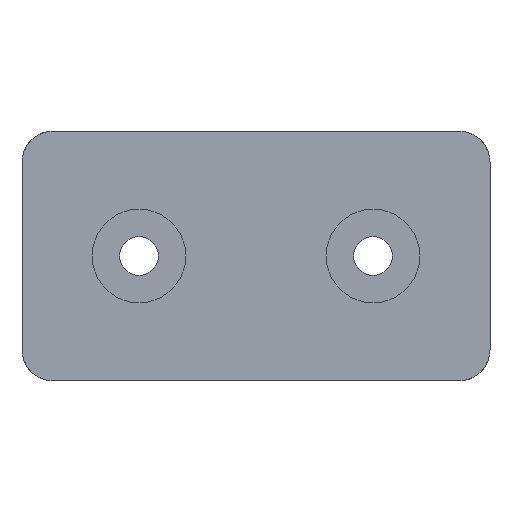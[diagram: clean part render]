
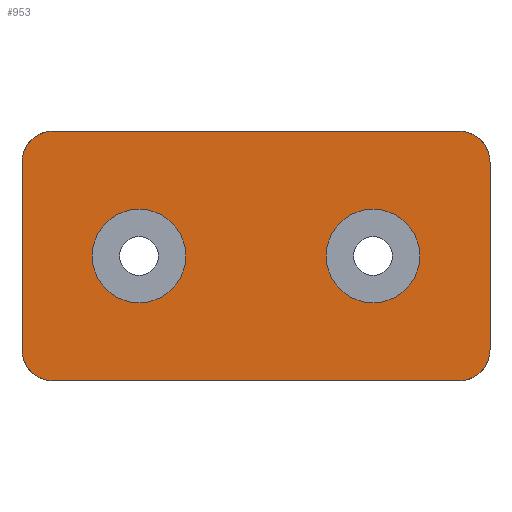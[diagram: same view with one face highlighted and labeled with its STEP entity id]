
A CAD part, front view. The second image highlights one B-rep face of the part: STEP entity #953.
In plain terms, the highlighted planar face has unit normal (0, -1, 0).
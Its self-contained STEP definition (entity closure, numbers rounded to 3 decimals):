
#15=FACE_BOUND('',#101,.T.);
#16=FACE_BOUND('',#102,.T.);
#21=PLANE('',#1032);
#50=FACE_OUTER_BOUND('',#100,.T.);
#100=EDGE_LOOP('',(#656,#657,#658,#659,#660,#661,#662,#663));
#101=EDGE_LOOP('',(#664,#665));
#102=EDGE_LOOP('',(#666,#667));
#164=LINE('',#1480,#246);
#169=LINE('',#1522,#251);
#170=LINE('',#1525,#252);
#171=LINE('',#1526,#253);
#246=VECTOR('',#1145,10.);
#251=VECTOR('',#1166,10.);
#252=VECTOR('',#1169,10.);
#253=VECTOR('',#1170,10.);
#324=CIRCLE('',#1019,2.);
#327=CIRCLE('',#1026,2.);
#330=CIRCLE('',#1030,2.);
#332=CIRCLE('',#1033,2.);
#333=CIRCLE('',#1034,3.);
#334=CIRCLE('',#1035,3.);
#335=CIRCLE('',#1036,3.);
#336=CIRCLE('',#1037,3.);
#380=VERTEX_POINT('',#1421);
#381=VERTEX_POINT('',#1423);
#387=VERTEX_POINT('',#1479);
#388=VERTEX_POINT('',#1483);
#392=VERTEX_POINT('',#1492);
#393=VERTEX_POINT('',#1494);
#396=VERTEX_POINT('',#1521);
#397=VERTEX_POINT('',#1523);
#398=VERTEX_POINT('',#1527);
#399=VERTEX_POINT('',#1528);
#400=VERTEX_POINT('',#1531);
#401=VERTEX_POINT('',#1532);
#480=EDGE_CURVE('',#380,#381,#324,.T.);
#489=EDGE_CURVE('',#387,#381,#164,.T.);
#491=EDGE_CURVE('',#387,#388,#327,.T.);
#496=EDGE_CURVE('',#392,#393,#330,.T.);
#500=EDGE_CURVE('',#380,#396,#169,.T.);
#501=EDGE_CURVE('',#397,#396,#332,.T.);
#502=EDGE_CURVE('',#397,#393,#170,.T.);
#503=EDGE_CURVE('',#392,#388,#171,.T.);
#504=EDGE_CURVE('',#398,#399,#333,.T.);
#505=EDGE_CURVE('',#399,#398,#334,.T.);
#506=EDGE_CURVE('',#400,#401,#335,.T.);
#507=EDGE_CURVE('',#401,#400,#336,.T.);
#656=ORIENTED_EDGE('',*,*,#480,.F.);
#657=ORIENTED_EDGE('',*,*,#500,.T.);
#658=ORIENTED_EDGE('',*,*,#501,.F.);
#659=ORIENTED_EDGE('',*,*,#502,.T.);
#660=ORIENTED_EDGE('',*,*,#496,.F.);
#661=ORIENTED_EDGE('',*,*,#503,.T.);
#662=ORIENTED_EDGE('',*,*,#491,.F.);
#663=ORIENTED_EDGE('',*,*,#489,.T.);
#664=ORIENTED_EDGE('',*,*,#504,.T.);
#665=ORIENTED_EDGE('',*,*,#505,.T.);
#666=ORIENTED_EDGE('',*,*,#506,.T.);
#667=ORIENTED_EDGE('',*,*,#507,.T.);
#953=ADVANCED_FACE('',(#50,#15,#16),#21,.F.);
#1019=AXIS2_PLACEMENT_3D('',#1424,#1129,#1130);
#1026=AXIS2_PLACEMENT_3D('',#1484,#1149,#1150);
#1030=AXIS2_PLACEMENT_3D('',#1495,#1159,#1160);
#1032=AXIS2_PLACEMENT_3D('',#1520,#1164,#1165);
#1033=AXIS2_PLACEMENT_3D('',#1524,#1167,#1168);
#1034=AXIS2_PLACEMENT_3D('',#1529,#1171,#1172);
#1035=AXIS2_PLACEMENT_3D('',#1530,#1173,#1174);
#1036=AXIS2_PLACEMENT_3D('',#1533,#1175,#1176);
#1037=AXIS2_PLACEMENT_3D('',#1534,#1177,#1178);
#1129=DIRECTION('center_axis',(0.,1.,0.));
#1130=DIRECTION('ref_axis',(0.707,0.,0.707));
#1145=DIRECTION('',(0.,0.,1.));
#1149=DIRECTION('center_axis',(0.,1.,0.));
#1150=DIRECTION('ref_axis',(0.707,0.,-0.707));
#1159=DIRECTION('center_axis',(0.,1.,0.));
#1160=DIRECTION('ref_axis',(-0.707,0.,-0.707));
#1164=DIRECTION('center_axis',(0.,1.,0.));
#1165=DIRECTION('ref_axis',(0.,0.,1.));
#1166=DIRECTION('',(-1.,0.,0.));
#1167=DIRECTION('center_axis',(0.,1.,0.));
#1168=DIRECTION('ref_axis',(-0.707,0.,0.707));
#1169=DIRECTION('',(0.,0.,-1.));
#1170=DIRECTION('',(1.,0.,0.));
#1171=DIRECTION('center_axis',(0.,1.,0.));
#1172=DIRECTION('ref_axis',(1.,0.,0.));
#1173=DIRECTION('center_axis',(0.,1.,0.));
#1174=DIRECTION('ref_axis',(1.,0.,0.));
#1175=DIRECTION('center_axis',(0.,1.,0.));
#1176=DIRECTION('ref_axis',(1.,0.,0.));
#1177=DIRECTION('center_axis',(0.,1.,0.));
#1178=DIRECTION('ref_axis',(1.,0.,0.));
#1421=CARTESIAN_POINT('',(13.,0.,8.));
#1423=CARTESIAN_POINT('',(15.,0.,6.));
#1424=CARTESIAN_POINT('Origin',(13.,0.,6.));
#1479=CARTESIAN_POINT('',(15.,0.,-6.));
#1480=CARTESIAN_POINT('',(15.,0.,-8.));
#1483=CARTESIAN_POINT('',(13.,0.,-8.));
#1484=CARTESIAN_POINT('Origin',(13.,0.,-6.));
#1492=CARTESIAN_POINT('',(-13.,0.,-8.));
#1494=CARTESIAN_POINT('',(-15.,0.,-6.));
#1495=CARTESIAN_POINT('Origin',(-13.,0.,-6.));
#1520=CARTESIAN_POINT('Origin',(0.,0.,0.));
#1521=CARTESIAN_POINT('',(-13.,0.,8.));
#1522=CARTESIAN_POINT('',(15.,0.,8.));
#1523=CARTESIAN_POINT('',(-15.,0.,6.));
#1524=CARTESIAN_POINT('Origin',(-13.,0.,6.));
#1525=CARTESIAN_POINT('',(-15.,0.,8.));
#1526=CARTESIAN_POINT('',(-15.,0.,-8.));
#1527=CARTESIAN_POINT('',(-4.5,0.,0.));
#1528=CARTESIAN_POINT('',(-10.5,0.,0.));
#1529=CARTESIAN_POINT('Origin',(-7.5,0.,0.));
#1530=CARTESIAN_POINT('Origin',(-7.5,0.,0.));
#1531=CARTESIAN_POINT('',(10.5,0.,0.));
#1532=CARTESIAN_POINT('',(4.5,0.,0.));
#1533=CARTESIAN_POINT('Origin',(7.5,0.,0.));
#1534=CARTESIAN_POINT('Origin',(7.5,0.,0.));
